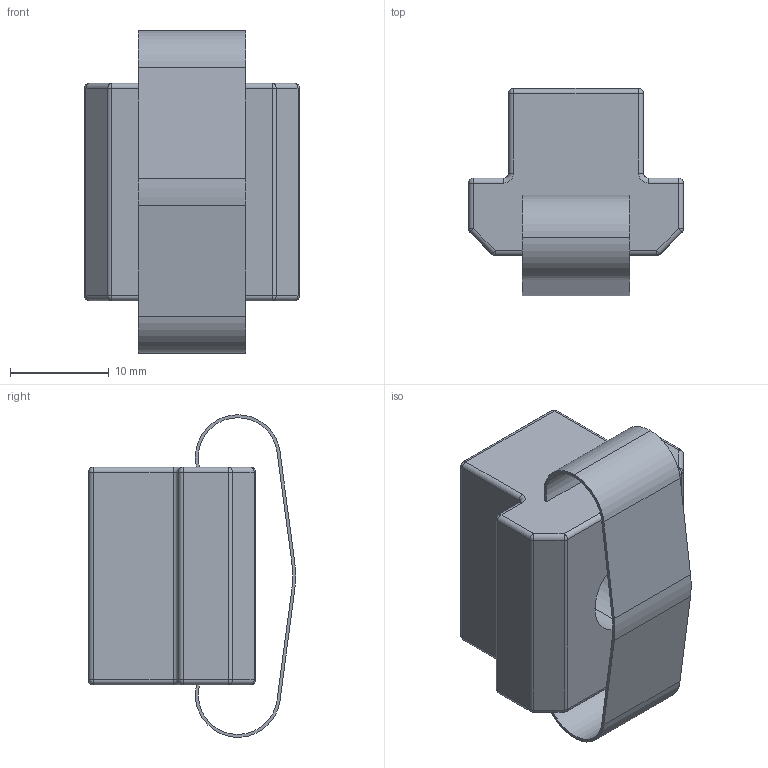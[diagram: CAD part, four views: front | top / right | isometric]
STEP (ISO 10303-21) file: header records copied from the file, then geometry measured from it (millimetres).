
FILE_DESCRIPTION (( 'STEP AP214' ), '1' );
FILE_NAME ('SW3dPS-25748.step', '2010-12-28T08:37:13', ( 'SysAdmin' ), ( 'SolidWorks' ), 'SwSTEP 2.0', 'SolidWorks 2011', '' );
FILE_SCHEMA (( 'AUTOMOTIVE_DESIGN' ));
Length unit declared in the file: millimetre
Products named in the file (1): SW3dPS-25748
Bounding box: 21.72 x 20.93 x 32.59 mm (x, y, z)
Volume: 5456.3 mm3; surface area: 3642.3 mm2
Topology: 1 solids, 1 shells, 80 faces, 188 edges, 98 vertices
Faces by surface type: cylinder 40, plane 18, sphere 16, torus 4, cone 2
Entity records: 2226 total; most frequent: DIRECTION 424, CARTESIAN_POINT 355, ORIENTED_EDGE 352, EDGE_CURVE 176, AXIS2_PLACEMENT_3D 167, VERTEX_POINT 98, LINE 90, VECTOR 90
